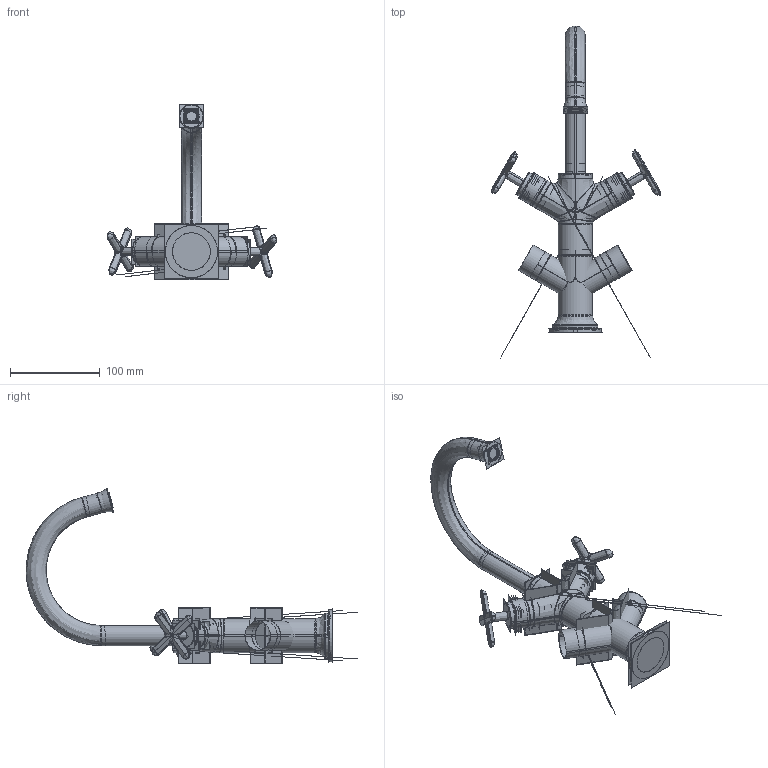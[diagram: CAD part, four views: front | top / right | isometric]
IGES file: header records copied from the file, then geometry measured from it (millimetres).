
Start section:  PTC IGES file: a42886_asm.igs
Global section: file name: a42886_asm.igs; native system: Creo Parametric by PTC Inc.; preprocessor: 2022124; author: dilara.topan; organization: Unknown; date: 20221118.101138; units: millimetre
Bounding box: 188.5 x 368.98 x 194.83 mm (x, y, z)
Surface area: 626603.7 mm2 (no closed solid volume)
Topology: 0 solids, 0 shells, 3530 faces, 50874 edges, 66592 vertices
Faces by surface type: revolution 1780, bspline 1686, extrusion 64
